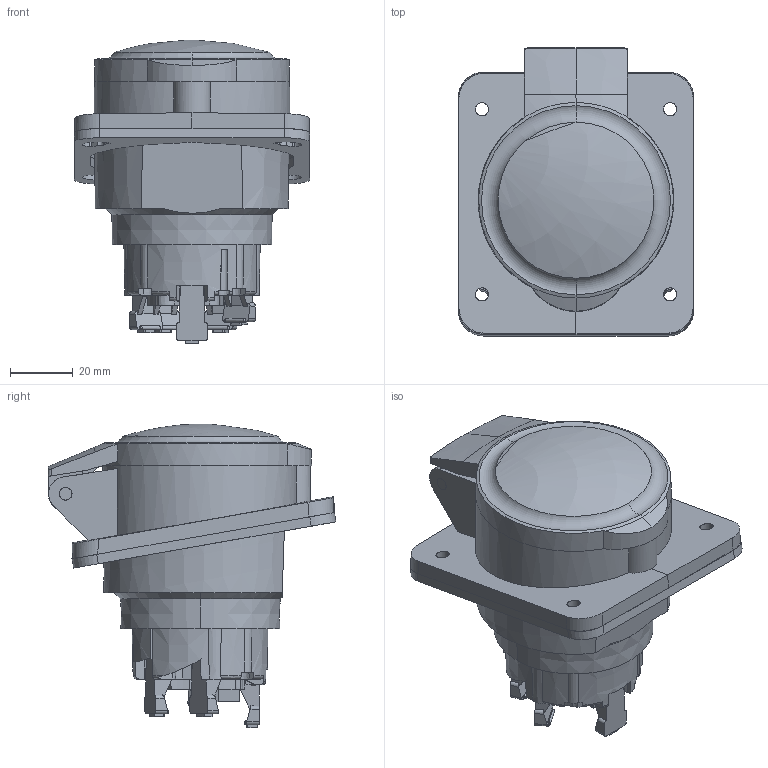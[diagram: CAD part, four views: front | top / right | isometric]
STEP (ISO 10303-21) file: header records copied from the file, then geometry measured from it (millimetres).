
FILE_DESCRIPTION((''),'2;1');
FILE_NAME('GW62210FH_SW0003','2020-10-08T11:45:51',('User'),('Axiro Italia'),'CREO PARAMETRIC BY PTC INC, 2020074','CREO PARAMETRIC BY PTC INC, 2020074','');
FILE_SCHEMA(('CONFIG_CONTROL_DESIGN'));
Length unit declared in the file: millimetre
Products named in the file (1): GW62210FH_SW0003
Bounding box: 75 x 91.87 x 96.95 mm (x, y, z)
Volume: 234170.1 mm3; surface area: 36829.2 mm2
Topology: 1 solids, 1 shells, 772 faces, 2301 edges, 1519 vertices
Faces by surface type: plane 487, cylinder 194, cone 40, bspline 34, torus 13, sphere 4
Entity records: 30940 total; most frequent: CARTESIAN_POINT 11258, ORIENTED_EDGE 4602, DIRECTION 3356, EDGE_CURVE 2301, VERTEX_POINT 1519, VECTOR 1458, LINE 1458, AXIS2_PLACEMENT_3D 949
